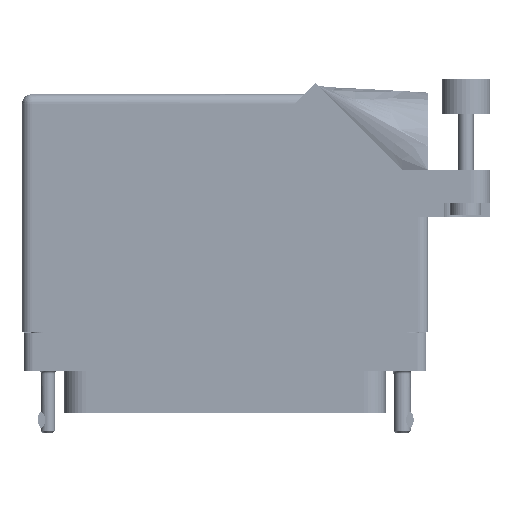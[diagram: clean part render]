
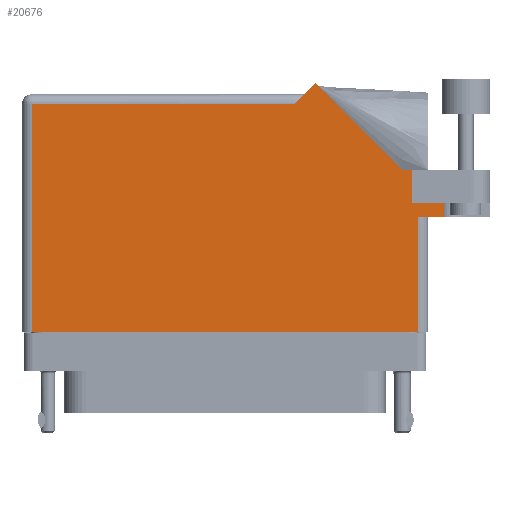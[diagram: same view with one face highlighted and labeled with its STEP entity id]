
A CAD part, front view. The second image highlights one B-rep face of the part: STEP entity #20676.
In plain terms, the highlighted face is planar.
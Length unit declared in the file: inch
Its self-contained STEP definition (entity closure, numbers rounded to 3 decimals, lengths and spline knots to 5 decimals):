
#256 = CARTESIAN_POINT ( 'NONE',  ( -1.244, -0.1, 0.455 ) ) ;
#349 = VERTEX_POINT ( 'NONE', #45596 ) ;
#3527 = VECTOR ( 'NONE', #49541, 39.37008 ) ;
#3574 = FACE_OUTER_BOUND ( 'NONE', #17540, .T. ) ;
#5309 = VECTOR ( 'NONE', #48919, 39.37008 ) ;
#5653 = ORIENTED_EDGE ( 'NONE', *, *, #21038, .T. ) ;
#6671 = DIRECTION ( 'NONE',  ( 1., 0., 0. ) ) ;
#6749 = VERTEX_POINT ( 'NONE', #35460 ) ;
#7318 = LINE ( 'NONE', #55739, #56346 ) ;
#7374 = VERTEX_POINT ( 'NONE', #13528 ) ;
#7735 = DIRECTION ( 'NONE',  ( 0., 0., -1. ) ) ;
#7860 = CARTESIAN_POINT ( 'NONE',  ( 1.244, 0.637, 0.455 ) ) ;
#9747 = LINE ( 'NONE', #51623, #29071 ) ;
#10030 = CARTESIAN_POINT ( 'NONE',  ( 1.206, 0.944, 0.455 ) ) ;
#10462 = LINE ( 'NONE', #53502, #5309 ) ;
#10764 = CARTESIAN_POINT ( 'NONE',  ( 1.244, -0.1, 0.455 ) ) ;
#11040 = LINE ( 'NONE', #48467, #12519 ) ;
#11282 = EDGE_CURVE ( 'NONE', #34080, #20086, #55503, .T. ) ;
#11327 = LINE ( 'NONE', #54776, #29131 ) ;
#12519 = VECTOR ( 'NONE', #54509, 39.37008 ) ;
#12546 = EDGE_CURVE ( 'NONE', #6749, #20086, #27609, .T. ) ;
#13528 = CARTESIAN_POINT ( 'NONE',  ( 1.206, 0.731, 0.455 ) ) ;
#14195 = AXIS2_PLACEMENT_3D ( 'NONE', #36326, #7735, #50345 ) ;
#16045 = ORIENTED_EDGE ( 'NONE', *, *, #17629, .T. ) ;
#16095 = VECTOR ( 'NONE', #56823, 39.37008 ) ;
#16273 = CARTESIAN_POINT ( 'NONE',  ( 1.14042, 0.944, 0.455 ) ) ;
#16412 = LINE ( 'NONE', #7860, #53633 ) ;
#17540 = EDGE_LOOP ( 'NONE', ( #53828, #56134, #46040, #21822, #32890, #27418, #16045, #40941, #5653, #47958, #45875 ) ) ;
#17629 = EDGE_CURVE ( 'NONE', #49977, #32686, #11327, .T. ) ;
#19682 = CARTESIAN_POINT ( 'NONE',  ( 1.244, 0.637, 0.455 ) ) ;
#19695 = VERTEX_POINT ( 'NONE', #46371 ) ;
#20086 = VERTEX_POINT ( 'NONE', #54992 ) ;
#20271 = EDGE_CURVE ( 'NONE', #30974, #38107, #9747, .T. ) ;
#20676 = ADVANCED_FACE ( 'NONE', ( #3574 ), #35552, .F. ) ;
#21038 = EDGE_CURVE ( 'NONE', #349, #19695, #7318, .T. ) ;
#21435 = CARTESIAN_POINT ( 'NONE',  ( 1.206, 0.731, 0.455 ) ) ;
#21822 = ORIENTED_EDGE ( 'NONE', *, *, #12546, .F. ) ;
#23001 = VECTOR ( 'NONE', #48357, 39.37008 ) ;
#27418 = ORIENTED_EDGE ( 'NONE', *, *, #37629, .T. ) ;
#27609 = LINE ( 'NONE', #40449, #58084 ) ;
#27730 = EDGE_CURVE ( 'NONE', #7374, #6749, #34483, .T. ) ;
#29071 = VECTOR ( 'NONE', #42060, 39.37008 ) ;
#29131 = VECTOR ( 'NONE', #30607, 39.37008 ) ;
#30414 = CARTESIAN_POINT ( 'NONE',  ( -1.244, 1.368, 0.455 ) ) ;
#30562 = EDGE_CURVE ( 'NONE', #34100, #34080, #16412, .T. ) ;
#30607 = DIRECTION ( 'NONE',  ( -1., 0., 0. ) ) ;
#30659 = DIRECTION ( 'NONE',  ( 0., -1., 0. ) ) ;
#30974 = VERTEX_POINT ( 'NONE', #30414 ) ;
#31836 = DIRECTION ( 'NONE',  ( -0.707, -0.707, 0. ) ) ;
#32076 = DIRECTION ( 'NONE',  ( 0., 1., 0. ) ) ;
#32686 = VERTEX_POINT ( 'NONE', #55084 ) ;
#32890 = ORIENTED_EDGE ( 'NONE', *, *, #27730, .F. ) ;
#34080 = VERTEX_POINT ( 'NONE', #19682 ) ;
#34100 = VERTEX_POINT ( 'NONE', #10764 ) ;
#34483 = LINE ( 'NONE', #21435, #45701 ) ;
#35460 = CARTESIAN_POINT ( 'NONE',  ( 1.4075, 0.731, 0.455 ) ) ;
#35552 = PLANE ( 'NONE',  #14195 ) ;
#36326 = CARTESIAN_POINT ( 'NONE',  ( -1.306, 1.43, 0.455 ) ) ;
#37629 = EDGE_CURVE ( 'NONE', #7374, #49977, #51957, .T. ) ;
#38107 = VERTEX_POINT ( 'NONE', #256 ) ;
#40449 = CARTESIAN_POINT ( 'NONE',  ( 1.4075, 1.06177, 0.455 ) ) ;
#40941 = ORIENTED_EDGE ( 'NONE', *, *, #42044, .T. ) ;
#42044 = EDGE_CURVE ( 'NONE', #32686, #349, #52627, .T. ) ;
#42060 = DIRECTION ( 'NONE',  ( 0., -1., 0. ) ) ;
#43817 = CARTESIAN_POINT ( 'NONE',  ( 1.206, 0.731, 0.455 ) ) ;
#45596 = CARTESIAN_POINT ( 'NONE',  ( 0.58371, 1.50071, 0.455 ) ) ;
#45701 = VECTOR ( 'NONE', #6671, 39.37008 ) ;
#45875 = ORIENTED_EDGE ( 'NONE', *, *, #20271, .T. ) ;
#46040 = ORIENTED_EDGE ( 'NONE', *, *, #11282, .T. ) ;
#46371 = CARTESIAN_POINT ( 'NONE',  ( 0.451, 1.368, 0.455 ) ) ;
#46614 = EDGE_CURVE ( 'NONE', #19695, #30974, #10462, .T. ) ;
#47958 = ORIENTED_EDGE ( 'NONE', *, *, #46614, .T. ) ;
#48357 = DIRECTION ( 'NONE',  ( 0., 1., 0. ) ) ;
#48467 = CARTESIAN_POINT ( 'NONE',  ( -1.306, -0.1, 0.455 ) ) ;
#48919 = DIRECTION ( 'NONE',  ( -1., 0., 0. ) ) ;
#49541 = DIRECTION ( 'NONE',  ( -0.707, 0.707, 0. ) ) ;
#49977 = VERTEX_POINT ( 'NONE', #10030 ) ;
#50345 = DIRECTION ( 'NONE',  ( -1., 0., 0. ) ) ;
#51623 = CARTESIAN_POINT ( 'NONE',  ( -1.244, -0.1, 0.455 ) ) ;
#51957 = LINE ( 'NONE', #43817, #23001 ) ;
#52627 = LINE ( 'NONE', #16273, #3527 ) ;
#53502 = CARTESIAN_POINT ( 'NONE',  ( -1.306, 1.368, 0.455 ) ) ;
#53633 = VECTOR ( 'NONE', #32076, 39.37008 ) ;
#53828 = ORIENTED_EDGE ( 'NONE', *, *, #61316, .T. ) ;
#54509 = DIRECTION ( 'NONE',  ( 1., 0., 0. ) ) ;
#54776 = CARTESIAN_POINT ( 'NONE',  ( 1.706, 0.944, 0.455 ) ) ;
#54992 = CARTESIAN_POINT ( 'NONE',  ( 1.4075, 0.637, 0.455 ) ) ;
#55084 = CARTESIAN_POINT ( 'NONE',  ( 1.14042, 0.944, 0.455 ) ) ;
#55503 = LINE ( 'NONE', #56622, #16095 ) ;
#55739 = CARTESIAN_POINT ( 'NONE',  ( 0.513, 1.43, 0.455 ) ) ;
#56134 = ORIENTED_EDGE ( 'NONE', *, *, #30562, .T. ) ;
#56346 = VECTOR ( 'NONE', #31836, 39.37008 ) ;
#56622 = CARTESIAN_POINT ( 'NONE',  ( 1.306, 0.637, 0.455 ) ) ;
#56823 = DIRECTION ( 'NONE',  ( 1., 0., 0. ) ) ;
#58084 = VECTOR ( 'NONE', #30659, 39.37008 ) ;
#61316 = EDGE_CURVE ( 'NONE', #38107, #34100, #11040, .T. ) ;
